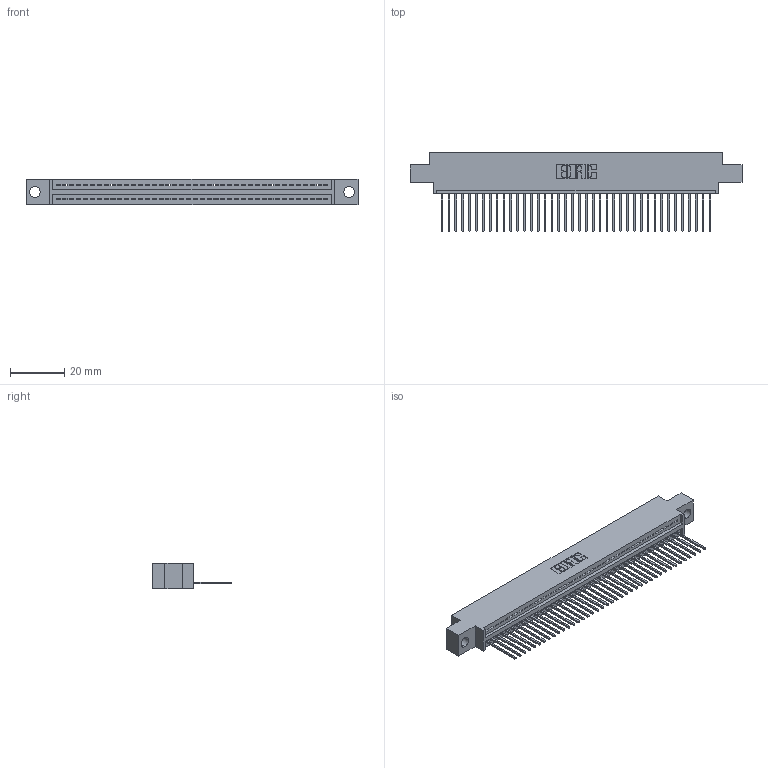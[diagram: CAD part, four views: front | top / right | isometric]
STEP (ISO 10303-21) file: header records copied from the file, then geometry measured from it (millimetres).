
FILE_DESCRIPTION (( 'STEP AP203' ), '1' );
FILE_NAME ('345-040-540-604.STEP', '2021-05-26T14:58:13', ( '' ), ( '' ), 'SwSTEP 2.0', 'SolidWorks 2020', '' );
FILE_SCHEMA (( 'CONFIG_CONTROL_DESIGN' ));
Length unit declared in the file: inch
Products named in the file (3): 345-292-001_345-293-140; 345-040-540-604; 345 Part_0.170 Offset - 0.156 Dia-TI
Assembly tree (41 placements, depth 2):
  345-040-540-604
    345 Part_0.170 Offset - 0.156 Dia-TI
    345-292-001_345-293-140  x40
Bounding box: 122.81 x 29.13 x 9.4 mm (x, y, z)
Volume: 11483 mm3; surface area: 15591.4 mm2
Topology: 41 solids, 41 shells, 2464 faces, 7429 edges, 4898 vertices
Faces by surface type: plane 1698, cylinder 766
Entity records: 30943 total; most frequent: CARTESIAN_POINT 5370, ORIENTED_EDGE 5342, DIRECTION 4691, EDGE_CURVE 2671, VECTOR 2379, LINE 2379, VERTEX_POINT 1778, AXIS2_PLACEMENT_3D 1156
